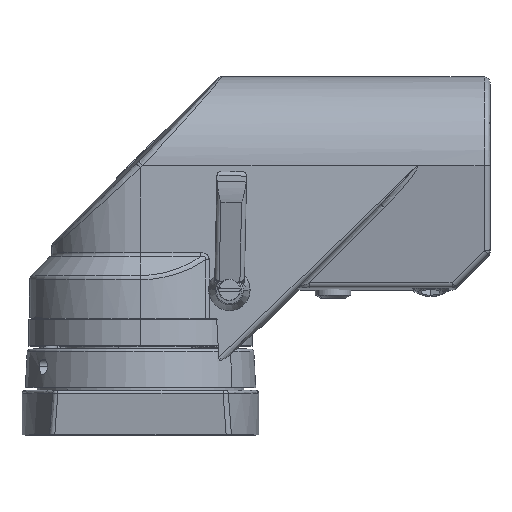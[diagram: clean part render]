
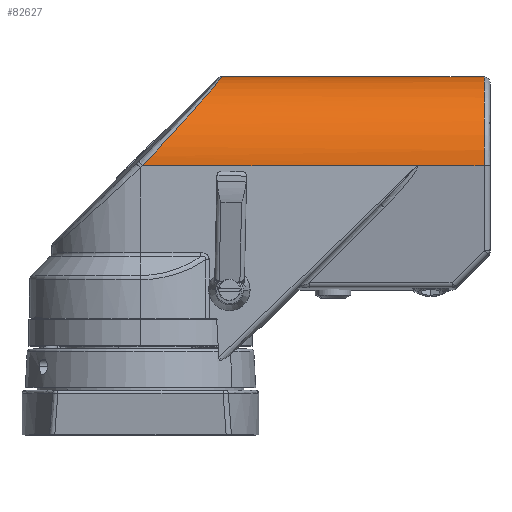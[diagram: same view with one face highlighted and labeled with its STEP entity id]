
A CAD part, top view. The second image highlights one B-rep face of the part: STEP entity #82627.
In plain terms, the highlighted cylindrical face has radius 30 mm (diameter 60 mm), a partial arc.
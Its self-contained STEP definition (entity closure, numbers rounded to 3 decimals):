
#521 = EDGE_CURVE ( 'NONE', #96513, #35812, #75395, .T. ) ;
#1365 = ORIENTED_EDGE ( 'NONE', *, *, #64699, .T. ) ;
#1459 = CIRCLE ( 'NONE', #40485, 30. ) ;
#2231 = VERTEX_POINT ( 'NONE', #41617 ) ;
#3273 = CARTESIAN_POINT ( 'NONE',  ( 0.718, 52., 30. ) ) ;
#4207 = LINE ( 'NONE', #17600, #78440 ) ;
#4213 = CARTESIAN_POINT ( 'NONE',  ( 17.12, 69.574, 30. ) ) ;
#6583 = DIRECTION ( 'NONE',  ( 0., 0., 1. ) ) ;
#7440 = DIRECTION ( 'NONE',  ( 0., 0., 1. ) ) ;
#10439 = EDGE_CURVE ( 'NONE', #82033, #96513, #25853, .T. ) ;
#11457 = EDGE_CURVE ( 'NONE', #49810, #70111, #31454, .T. ) ;
#12334 = CARTESIAN_POINT ( 'NONE',  ( 17.12, 69.574, -30. ) ) ;
#13175 = VECTOR ( 'NONE', #43180, 1000. ) ;
#15121 = DIRECTION ( 'NONE',  ( -1., 0., 0. ) ) ;
#15399 = CYLINDRICAL_SURFACE ( 'NONE', #49653, 30. ) ;
#17600 = CARTESIAN_POINT ( 'NONE',  ( 118., 52., 30. ) ) ;
#19601 = CARTESIAN_POINT ( 'NONE',  ( 116., 52., -30. ) ) ;
#23190 = ORIENTED_EDGE ( 'NONE', *, *, #11457, .T. ) ;
#25285 = DIRECTION ( 'NONE',  ( -1., 0., 0. ) ) ;
#25853 =( BOUNDED_CURVE ( )  B_SPLINE_CURVE ( 3, ( #72951, #12334, #88993, #43175 ),
 .UNSPECIFIED., .F., .F. ) 
 B_SPLINE_CURVE_WITH_KNOTS ( ( 4, 4 ),
 ( 1.62, 3.191 ),
 .UNSPECIFIED. ) 
 CURVE ( )  GEOMETRIC_REPRESENTATION_ITEM ( )  RATIONAL_B_SPLINE_CURVE ( ( 1., 0.805, 0.805, 1. ) ) 
 REPRESENTATION_ITEM ( '' )  );
#26592 = ORIENTED_EDGE ( 'NONE', *, *, #81281, .T. ) ;
#31454 = LINE ( 'NONE', #74630, #47008 ) ;
#32561 = VERTEX_POINT ( 'NONE', #83864 ) ;
#33590 = LINE ( 'NONE', #35154, #13175 ) ;
#35017 = CARTESIAN_POINT ( 'NONE',  ( 27.335, 82., 0. ) ) ;
#35154 = CARTESIAN_POINT ( 'NONE',  ( 118., 52., -30. ) ) ;
#35542 = ORIENTED_EDGE ( 'NONE', *, *, #70919, .F. ) ;
#35812 = VERTEX_POINT ( 'NONE', #3273 ) ;
#36610 = ORIENTED_EDGE ( 'NONE', *, *, #521, .T. ) ;
#40485 = AXIS2_PLACEMENT_3D ( 'NONE', #98259, #52423, #6583 ) ;
#41617 = CARTESIAN_POINT ( 'NONE',  ( 116., 52., 30. ) ) ;
#43175 = CARTESIAN_POINT ( 'NONE',  ( 27.335, 82., 0. ) ) ;
#43180 = DIRECTION ( 'NONE',  ( -1., 0., 0. ) ) ;
#47008 = VECTOR ( 'NONE', #82328, 1000. ) ;
#47234 = ORIENTED_EDGE ( 'NONE', *, *, #10439, .T. ) ;
#48091 = CARTESIAN_POINT ( 'NONE',  ( 0.718, 52., -30. ) ) ;
#49653 = AXIS2_PLACEMENT_3D ( 'NONE', #83075, #15121, #7440 ) ;
#49810 = VERTEX_POINT ( 'NONE', #19601 ) ;
#52423 = DIRECTION ( 'NONE',  ( -1., 0., 0. ) ) ;
#57713 = CARTESIAN_POINT ( 'NONE',  ( 28.145, 82., 17.574 ) ) ;
#58507 = CARTESIAN_POINT ( 'NONE',  ( 118., 52., 30. ) ) ;
#64699 = EDGE_CURVE ( 'NONE', #2231, #49810, #1459, .T. ) ;
#70111 = VERTEX_POINT ( 'NONE', #73043 ) ;
#70919 = EDGE_CURVE ( 'NONE', #2231, #32561, #4207, .T. ) ;
#72295 = ORIENTED_EDGE ( 'NONE', *, *, #93001, .F. ) ;
#72951 = CARTESIAN_POINT ( 'NONE',  ( 0.718, 52., -30. ) ) ;
#73043 = CARTESIAN_POINT ( 'NONE',  ( 93.424, 52., -30. ) ) ;
#74630 = CARTESIAN_POINT ( 'NONE',  ( 118., 52., -30. ) ) ;
#75395 =( BOUNDED_CURVE ( )  B_SPLINE_CURVE ( 3, ( #35017, #57713, #4213, #88535 ),
 .UNSPECIFIED., .F., .F. ) 
 B_SPLINE_CURVE_WITH_KNOTS ( ( 4, 4 ),
 ( 3.092, 4.663 ),
 .UNSPECIFIED. ) 
 CURVE ( )  GEOMETRIC_REPRESENTATION_ITEM ( )  RATIONAL_B_SPLINE_CURVE ( ( 1., 0.805, 0.805, 1. ) ) 
 REPRESENTATION_ITEM ( '' )  );
#78440 = VECTOR ( 'NONE', #25285, 1000. ) ;
#81281 = EDGE_CURVE ( 'NONE', #70111, #82033, #33590, .T. ) ;
#82033 = VERTEX_POINT ( 'NONE', #48091 ) ;
#82328 = DIRECTION ( 'NONE',  ( -1., 0., 0. ) ) ;
#82627 = ADVANCED_FACE ( 'NONE', ( #96839 ), #15399, .T. ) ;
#83075 = CARTESIAN_POINT ( 'NONE',  ( 118., 52., 0. ) ) ;
#83864 = CARTESIAN_POINT ( 'NONE',  ( 93.54, 52., 30. ) ) ;
#87065 = EDGE_LOOP ( 'NONE', ( #35542, #1365, #23190, #26592, #47234, #36610, #72295 ) ) ;
#88535 = CARTESIAN_POINT ( 'NONE',  ( 0.718, 52., 30. ) ) ;
#88986 = DIRECTION ( 'NONE',  ( -1., 0., 0. ) ) ;
#88993 = CARTESIAN_POINT ( 'NONE',  ( 28.145, 82., -17.574 ) ) ;
#93001 = EDGE_CURVE ( 'NONE', #32561, #35812, #94652, .T. ) ;
#94652 = LINE ( 'NONE', #58507, #97047 ) ;
#96513 = VERTEX_POINT ( 'NONE', #97705 ) ;
#96839 = FACE_OUTER_BOUND ( 'NONE', #87065, .T. ) ;
#97047 = VECTOR ( 'NONE', #88986, 1000. ) ;
#97705 = CARTESIAN_POINT ( 'NONE',  ( 27.335, 82., 0. ) ) ;
#98259 = CARTESIAN_POINT ( 'NONE',  ( 116., 52., 0. ) ) ;
